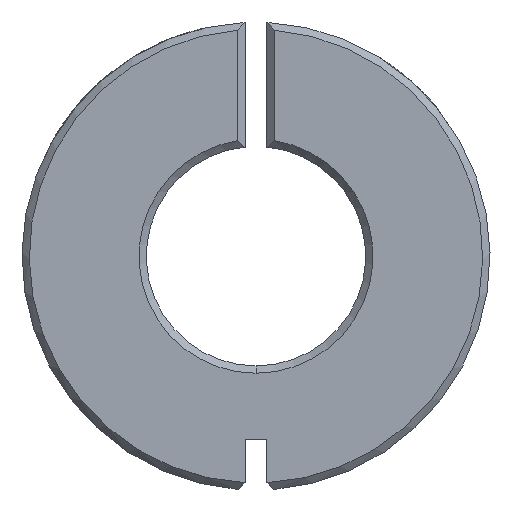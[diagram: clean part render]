
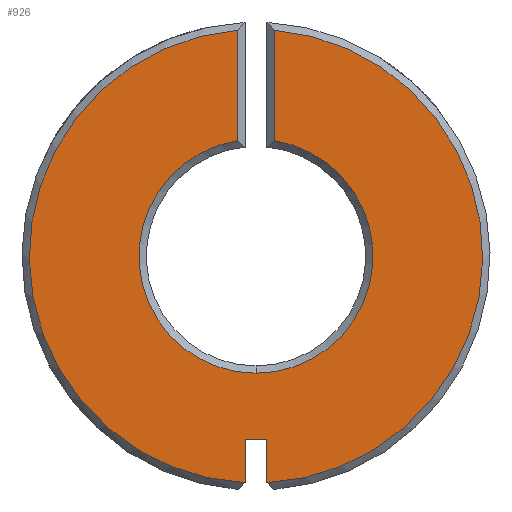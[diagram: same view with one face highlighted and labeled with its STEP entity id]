
A CAD part, front view. The second image highlights one B-rep face of the part: STEP entity #926.
In plain terms, the highlighted planar face has unit normal (0, -1, 0).
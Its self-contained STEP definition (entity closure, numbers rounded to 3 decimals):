
#5 = CARTESIAN_POINT ( 'NONE',  ( -1.25, 0., 7.902 ) ) ;
#18 = DIRECTION ( 'NONE',  ( 0., 0., -1. ) ) ;
#24 = VERTEX_POINT ( 'NONE', #565 ) ;
#49 = CARTESIAN_POINT ( 'NONE',  ( 0., 0., 0. ) ) ;
#57 = DIRECTION ( 'NONE',  ( 0., 0., -1. ) ) ;
#62 = DIRECTION ( 'NONE',  ( 0., -1., 0. ) ) ;
#100 = DIRECTION ( 'NONE',  ( 0., 1., 0. ) ) ;
#108 = VERTEX_POINT ( 'NONE', #138 ) ;
#121 = ORIENTED_EDGE ( 'NONE', *, *, #401, .T. ) ;
#127 = CARTESIAN_POINT ( 'NONE',  ( -0.75, 0., -17.768 ) ) ;
#138 = CARTESIAN_POINT ( 'NONE',  ( -0.75, 0., -12.5 ) ) ;
#148 = CARTESIAN_POINT ( 'NONE',  ( -0.75, 0., -12.5 ) ) ;
#166 = ORIENTED_EDGE ( 'NONE', *, *, #587, .T. ) ;
#198 = AXIS2_PLACEMENT_3D ( 'NONE', #746, #822, #18 ) ;
#213 = CARTESIAN_POINT ( 'NONE',  ( 0., 0., 0. ) ) ;
#215 = VERTEX_POINT ( 'NONE', #577 ) ;
#219 = DIRECTION ( 'NONE',  ( 0., 0., -1. ) ) ;
#244 = LINE ( 'NONE', #473, #939 ) ;
#259 = DIRECTION ( 'NONE',  ( 0., -1., 0. ) ) ;
#265 = DIRECTION ( 'NONE',  ( 0., 1., 0. ) ) ;
#283 = AXIS2_PLACEMENT_3D ( 'NONE', #49, #62, #1281 ) ;
#303 = EDGE_CURVE ( 'NONE', #1210, #108, #1318, .T. ) ;
#306 = ORIENTED_EDGE ( 'NONE', *, *, #303, .T. ) ;
#396 = ORIENTED_EDGE ( 'NONE', *, *, #1074, .T. ) ;
#401 = EDGE_CURVE ( 'NONE', #922, #827, #1137, .T. ) ;
#408 = VECTOR ( 'NONE', #665, 1000. ) ;
#432 = FACE_OUTER_BOUND ( 'NONE', #890, .T. ) ;
#460 = LINE ( 'NONE', #876, #759 ) ;
#473 = CARTESIAN_POINT ( 'NONE',  ( 1.25, 0., 0. ) ) ;
#504 = DIRECTION ( 'NONE',  ( 0., 0., 1. ) ) ;
#547 = LINE ( 'NONE', #868, #408 ) ;
#565 = CARTESIAN_POINT ( 'NONE',  ( -1.25, 0., 15.45 ) ) ;
#577 = CARTESIAN_POINT ( 'NONE',  ( 0.75, 0., -15.482 ) ) ;
#587 = EDGE_CURVE ( 'NONE', #215, #684, #617, .T. ) ;
#588 = AXIS2_PLACEMENT_3D ( 'NONE', #1177, #265, #668 ) ;
#591 = EDGE_CURVE ( 'NONE', #1165, #24, #460, .T. ) ;
#593 = ORIENTED_EDGE ( 'NONE', *, *, #1027, .T. ) ;
#616 = EDGE_CURVE ( 'NONE', #827, #1165, #1244, .T. ) ;
#617 = CIRCLE ( 'NONE', #798, 15.5 ) ;
#621 = CARTESIAN_POINT ( 'NONE',  ( 1.25, 0., 7.902 ) ) ;
#653 = VERTEX_POINT ( 'NONE', #750 ) ;
#654 = EDGE_CURVE ( 'NONE', #684, #922, #244, .T. ) ;
#665 = DIRECTION ( 'NONE',  ( 0., 0., -1. ) ) ;
#668 = DIRECTION ( 'NONE',  ( 0., 0., -1. ) ) ;
#672 = DIRECTION ( 'NONE',  ( 1., 0., 0. ) ) ;
#679 = DIRECTION ( 'NONE',  ( 0., 0., -1. ) ) ;
#684 = VERTEX_POINT ( 'NONE', #783 ) ;
#746 = CARTESIAN_POINT ( 'NONE',  ( 7.5, 0., 0. ) ) ;
#750 = CARTESIAN_POINT ( 'NONE',  ( 0.75, 0., -12.5 ) ) ;
#759 = VECTOR ( 'NONE', #1277, 1000. ) ;
#778 = ORIENTED_EDGE ( 'NONE', *, *, #654, .T. ) ;
#783 = CARTESIAN_POINT ( 'NONE',  ( 1.25, 0., 15.45 ) ) ;
#798 = AXIS2_PLACEMENT_3D ( 'NONE', #957, #259, #57 ) ;
#805 = ORIENTED_EDGE ( 'NONE', *, *, #591, .T. ) ;
#822 = DIRECTION ( 'NONE',  ( 0., -1., 0. ) ) ;
#827 = VERTEX_POINT ( 'NONE', #1141 ) ;
#839 = CIRCLE ( 'NONE', #283, 15.5 ) ;
#867 = AXIS2_PLACEMENT_3D ( 'NONE', #213, #100, #219 ) ;
#868 = CARTESIAN_POINT ( 'NONE',  ( 0.75, 0., -17.768 ) ) ;
#876 = CARTESIAN_POINT ( 'NONE',  ( -1.25, 0., 0. ) ) ;
#890 = EDGE_LOOP ( 'NONE', ( #778, #121, #1043, #805, #396, #306, #593, #903, #166 ) ) ;
#903 = ORIENTED_EDGE ( 'NONE', *, *, #1034, .T. ) ;
#922 = VERTEX_POINT ( 'NONE', #621 ) ;
#926 = ADVANCED_FACE ( 'NONE', ( #432 ), #1031, .T. ) ;
#939 = VECTOR ( 'NONE', #679, 1000. ) ;
#957 = CARTESIAN_POINT ( 'NONE',  ( 0., 0., 0. ) ) ;
#962 = LINE ( 'NONE', #148, #1176 ) ;
#1024 = CARTESIAN_POINT ( 'NONE',  ( -0.75, 0., -15.482 ) ) ;
#1027 = EDGE_CURVE ( 'NONE', #108, #653, #962, .T. ) ;
#1031 = PLANE ( 'NONE',  #198 ) ;
#1034 = EDGE_CURVE ( 'NONE', #653, #215, #547, .T. ) ;
#1043 = ORIENTED_EDGE ( 'NONE', *, *, #616, .T. ) ;
#1074 = EDGE_CURVE ( 'NONE', #24, #1210, #839, .T. ) ;
#1137 = CIRCLE ( 'NONE', #867, 8. ) ;
#1141 = CARTESIAN_POINT ( 'NONE',  ( 0., 0., -8. ) ) ;
#1165 = VERTEX_POINT ( 'NONE', #5 ) ;
#1176 = VECTOR ( 'NONE', #672, 1000. ) ;
#1177 = CARTESIAN_POINT ( 'NONE',  ( 0., 0., 0. ) ) ;
#1210 = VERTEX_POINT ( 'NONE', #1024 ) ;
#1213 = VECTOR ( 'NONE', #504, 1000. ) ;
#1244 = CIRCLE ( 'NONE', #588, 8. ) ;
#1277 = DIRECTION ( 'NONE',  ( 0., 0., 1. ) ) ;
#1281 = DIRECTION ( 'NONE',  ( 0., 0., -1. ) ) ;
#1318 = LINE ( 'NONE', #127, #1213 ) ;
